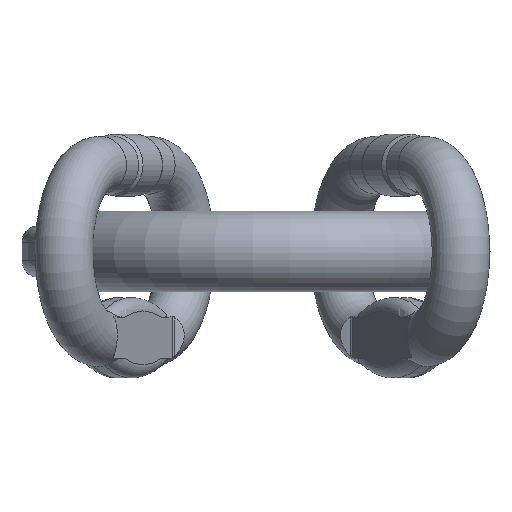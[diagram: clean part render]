
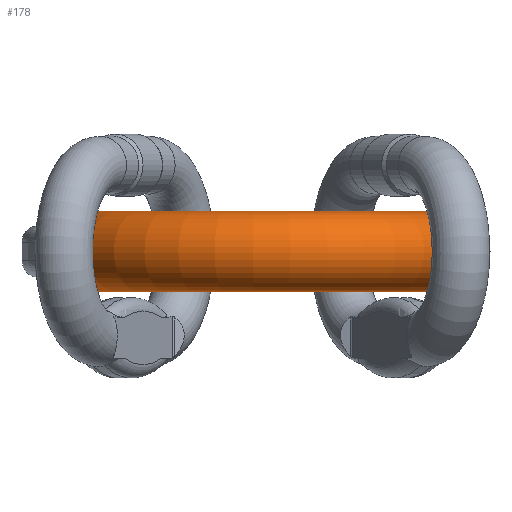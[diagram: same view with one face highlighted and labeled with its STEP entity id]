
A CAD part, front view. The second image highlights one B-rep face of the part: STEP entity #178.
In plain terms, the highlighted toroidal (fillet/blend) face has major radius 160 mm and minor radius 35 mm.
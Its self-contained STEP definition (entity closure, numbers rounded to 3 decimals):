
#91=TOROIDAL_SURFACE('',#1631,160.,35.);
#124=FACE_BOUND('',#392,.T.);
#125=FACE_BOUND('',#393,.T.);
#178=ADVANCED_FACE('',(#124,#125),#91,.T.);
#392=EDGE_LOOP('',(#834));
#393=EDGE_LOOP('',(#835));
#580=CIRCLE('',#1612,35.);
#582=CIRCLE('',#1624,35.);
#834=ORIENTED_EDGE('',*,*,#1316,.T.);
#835=ORIENTED_EDGE('',*,*,#1354,.F.);
#1132=VERTEX_POINT('',#2537);
#1170=VERTEX_POINT('',#2787);
#1316=EDGE_CURVE('',#1132,#1132,#580,.T.);
#1354=EDGE_CURVE('',#1170,#1170,#582,.T.);
#1612=AXIS2_PLACEMENT_3D('',#2536,#1862,#1863);
#1624=AXIS2_PLACEMENT_3D('',#2786,#1894,#1895);
#1631=AXIS2_PLACEMENT_3D('',#2797,#1908,#1909);
#1862=DIRECTION('',(0.,-1.,0.));
#1863=DIRECTION('',(1.,0.,0.));
#1894=DIRECTION('',(0.,1.,0.));
#1895=DIRECTION('',(-1.,0.,0.));
#1908=DIRECTION('',(0.,0.,1.));
#1909=DIRECTION('',(1.,0.,0.));
#2536=CARTESIAN_POINT('',(-160.,-105.,0.));
#2537=CARTESIAN_POINT('',(-125.,-105.,0.));
#2786=CARTESIAN_POINT('',(160.,-105.,0.));
#2787=CARTESIAN_POINT('',(125.,-105.,0.));
#2797=CARTESIAN_POINT('',(0.,-105.,0.));
